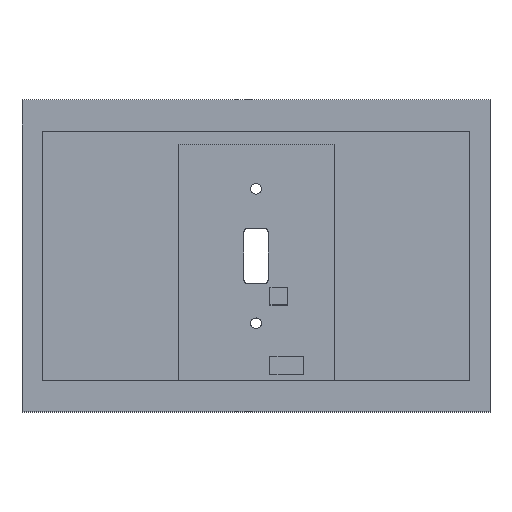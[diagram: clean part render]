
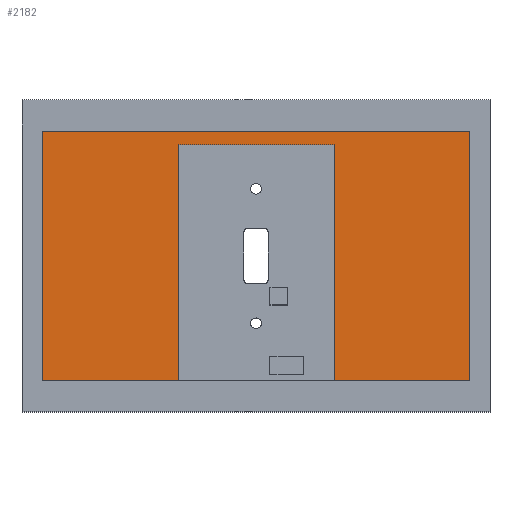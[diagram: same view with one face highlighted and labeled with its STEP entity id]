
A CAD part, top view. The second image highlights one B-rep face of the part: STEP entity #2182.
In plain terms, the highlighted planar face has unit normal (0, 0, 1).
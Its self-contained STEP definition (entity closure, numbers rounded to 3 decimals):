
#22 = VERTEX_POINT('',#23);
#23 = CARTESIAN_POINT('',(-96.,56.,25.763));
#40 = VERTEX_POINT('',#41);
#41 = CARTESIAN_POINT('',(-96.,-56.,25.763));
#47 = EDGE_CURVE('',#22,#40,#48,.T.);
#48 = LINE('',#49,#50);
#49 = CARTESIAN_POINT('',(-96.,56.,25.763));
#50 = VECTOR('',#51,1.);
#51 = DIRECTION('',(0.,-1.,0.));
#62 = VERTEX_POINT('',#63);
#63 = CARTESIAN_POINT('',(96.,56.,25.763));
#78 = EDGE_CURVE('',#62,#22,#79,.T.);
#79 = LINE('',#80,#81);
#80 = CARTESIAN_POINT('',(96.,56.,25.763));
#81 = VECTOR('',#82,1.);
#82 = DIRECTION('',(-1.,0.,0.));
#102 = VERTEX_POINT('',#103);
#103 = CARTESIAN_POINT('',(96.,-56.,25.763));
#109 = EDGE_CURVE('',#110,#102,#112,.T.);
#110 = VERTEX_POINT('',#111);
#111 = CARTESIAN_POINT('',(35.,-56.,25.763));
#112 = LINE('',#113,#114);
#113 = CARTESIAN_POINT('',(-96.,-56.,25.763));
#114 = VECTOR('',#115,1.);
#115 = DIRECTION('',(1.,0.,0.));
#118 = VERTEX_POINT('',#119);
#119 = CARTESIAN_POINT('',(-35.,-56.,25.763));
#125 = EDGE_CURVE('',#40,#118,#126,.T.);
#126 = LINE('',#127,#128);
#127 = CARTESIAN_POINT('',(-96.,-56.,25.763));
#128 = VECTOR('',#129,1.);
#129 = DIRECTION('',(1.,0.,0.));
#190 = EDGE_CURVE('',#102,#191,#193,.T.);
#191 = VERTEX_POINT('',#192);
#192 = CARTESIAN_POINT('',(96.,-55.5,25.763));
#193 = LINE('',#194,#195);
#194 = CARTESIAN_POINT('',(96.,-56.,25.763));
#195 = VECTOR('',#196,1.);
#196 = DIRECTION('',(0.,1.,0.));
#201 = EDGE_CURVE('',#202,#62,#204,.T.);
#202 = VERTEX_POINT('',#203);
#203 = CARTESIAN_POINT('',(96.,55.5,25.763));
#204 = LINE('',#205,#206);
#205 = CARTESIAN_POINT('',(96.,-56.,25.763));
#206 = VECTOR('',#207,1.);
#207 = DIRECTION('',(0.,1.,0.));
#242 = VERTEX_POINT('',#243);
#243 = CARTESIAN_POINT('',(105.,-55.5,25.763));
#256 = EDGE_CURVE('',#242,#191,#257,.T.);
#257 = LINE('',#258,#259);
#258 = CARTESIAN_POINT('',(105.,-55.5,25.763));
#259 = VECTOR('',#260,1.);
#260 = DIRECTION('',(-1.,-0.,-0.));
#271 = VERTEX_POINT('',#272);
#272 = CARTESIAN_POINT('',(105.,55.5,25.763));
#280 = EDGE_CURVE('',#271,#202,#281,.T.);
#281 = LINE('',#282,#283);
#282 = CARTESIAN_POINT('',(105.,55.5,25.763));
#283 = VECTOR('',#284,1.);
#284 = DIRECTION('',(-1.,-0.,-0.));
#493 = VERTEX_POINT('',#494);
#494 = CARTESIAN_POINT('',(35.,50.,25.763));
#509 = VERTEX_POINT('',#510);
#510 = CARTESIAN_POINT('',(-35.,50.,25.763));
#516 = EDGE_CURVE('',#493,#509,#517,.T.);
#517 = LINE('',#518,#519);
#518 = CARTESIAN_POINT('',(35.,50.,25.763));
#519 = VECTOR('',#520,1.);
#520 = DIRECTION('',(-1.,0.,0.));
#2182 = ADVANCED_FACE('',(#2183),#2212,.T.);
#2183 = FACE_BOUND('',#2184,.T.);
#2184 = EDGE_LOOP('',(#2185,#2186,#2192,#2193,#2194,#2195,#2201,#2202,
    #2203,#2204,#2205,#2206));
#2185 = ORIENTED_EDGE('',*,*,#516,.F.);
#2186 = ORIENTED_EDGE('',*,*,#2187,.F.);
#2187 = EDGE_CURVE('',#110,#493,#2188,.T.);
#2188 = LINE('',#2189,#2190);
#2189 = CARTESIAN_POINT('',(35.,40.,25.763));
#2190 = VECTOR('',#2191,1.);
#2191 = DIRECTION('',(0.,1.,0.));
#2192 = ORIENTED_EDGE('',*,*,#109,.T.);
#2193 = ORIENTED_EDGE('',*,*,#190,.T.);
#2194 = ORIENTED_EDGE('',*,*,#256,.F.);
#2195 = ORIENTED_EDGE('',*,*,#2196,.T.);
#2196 = EDGE_CURVE('',#242,#271,#2197,.T.);
#2197 = LINE('',#2198,#2199);
#2198 = CARTESIAN_POINT('',(105.,-55.5,25.763));
#2199 = VECTOR('',#2200,1.);
#2200 = DIRECTION('',(0.,1.,0.));
#2201 = ORIENTED_EDGE('',*,*,#280,.T.);
#2202 = ORIENTED_EDGE('',*,*,#201,.T.);
#2203 = ORIENTED_EDGE('',*,*,#78,.T.);
#2204 = ORIENTED_EDGE('',*,*,#47,.T.);
#2205 = ORIENTED_EDGE('',*,*,#125,.T.);
#2206 = ORIENTED_EDGE('',*,*,#2207,.F.);
#2207 = EDGE_CURVE('',#509,#118,#2208,.T.);
#2208 = LINE('',#2209,#2210);
#2209 = CARTESIAN_POINT('',(-35.,-50.,25.763));
#2210 = VECTOR('',#2211,1.);
#2211 = DIRECTION('',(0.,-1.,0.));
#2212 = PLANE('',#2213);
#2213 = AXIS2_PLACEMENT_3D('',#2214,#2215,#2216);
#2214 = CARTESIAN_POINT('',(0.,-1.698,25.763));
#2215 = DIRECTION('',(0.,0.,1.));
#2216 = DIRECTION('',(1.,0.,0.));
